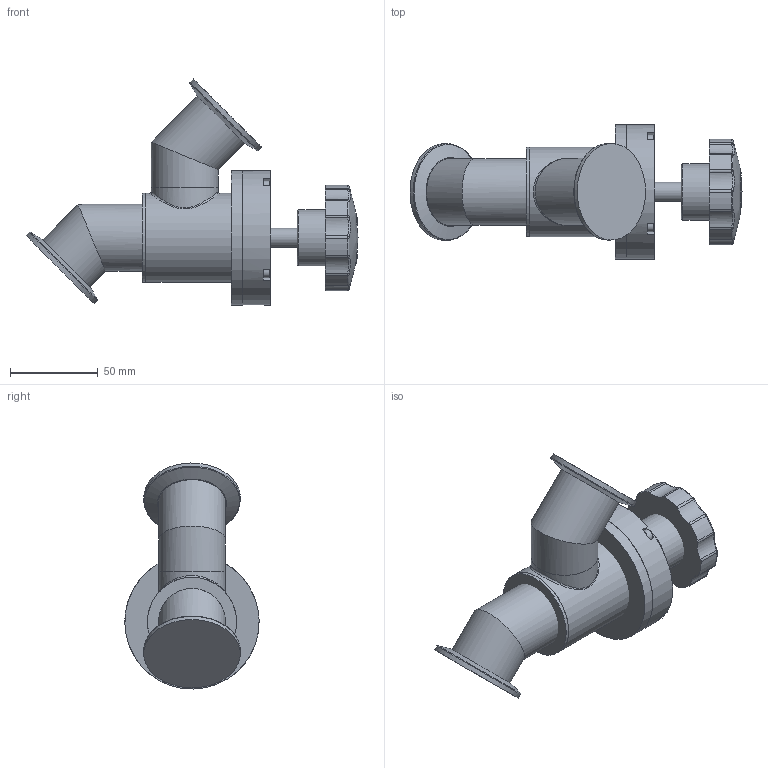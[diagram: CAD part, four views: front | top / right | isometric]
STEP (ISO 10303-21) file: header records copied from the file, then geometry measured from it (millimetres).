
FILE_DESCRIPTION(/* description */ (''),/* implementation_level */ '2;1');
FILE_NAME(/* name */ 'A2518YMXAVX00K0402_包膜.stp',/* time_stamp */ '2016-08-23T13:41:17+08:00',/* author */ ('raccy_lai'),/* organization */ (''),/* preprocessor_version */ 'ST-DEVELOPER v16.1',/* originating_system */ 'Autodesk Inventor 2016',/* authorisation */ '');
FILE_SCHEMA (('AUTOMOTIVE_DESIGN { 1 0 10303 214 3 1 1 }'));
Length unit declared in the file: millimetre
Products named in the file (1): A2518YMXAVX00K0402_包膜
Bounding box: 189.12 x 76.48 x 128.75 mm (x, y, z)
Surface area: 81517.2 mm2 (no closed solid volume)
Topology: 0 solids, 22 shells, 129 faces, 304 edges, 195 vertices
Faces by surface type: cylinder 51, plane 33, bspline 25, torus 15, sphere 3, cone 2
Full cylindrical faces by diameter (mm): 7 x4, 11 x1, 32 x1, 38.1 x5, 38.4 x2, 50.8 x2, 55 x2, 76.5 x2
Entity records: 4954 total; most frequent: CARTESIAN_POINT 2041, DIRECTION 586, ORIENTED_EDGE 492, EDGE_CURVE 270, AXIS2_PLACEMENT_3D 261, VERTEX_POINT 189, EDGE_LOOP 157, CIRCLE 152
